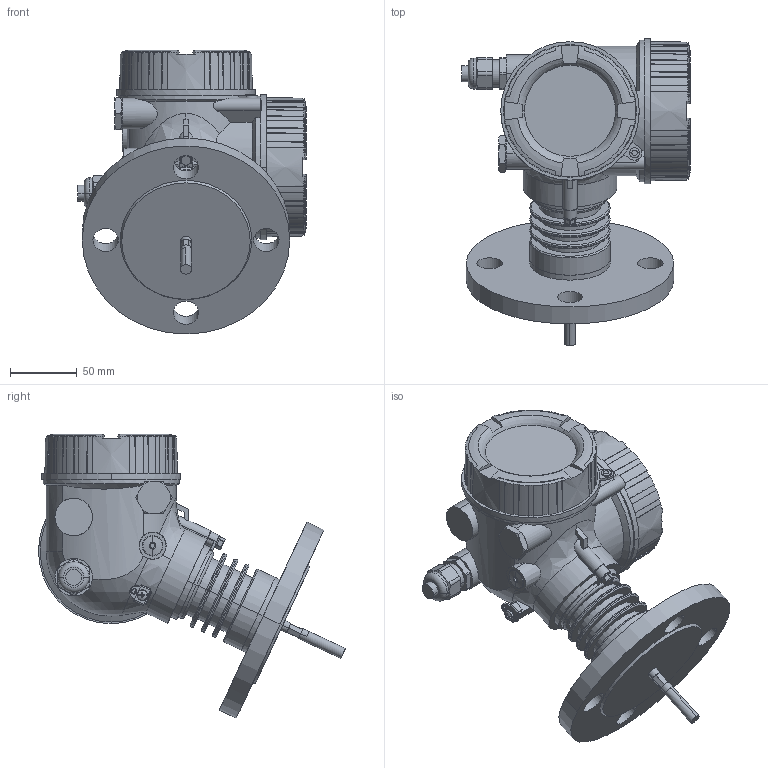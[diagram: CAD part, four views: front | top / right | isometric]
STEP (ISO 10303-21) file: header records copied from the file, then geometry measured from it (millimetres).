
FILE_DESCRIPTION((''),'2;1');
FILE_NAME('DM_CAD-2114_SW0001','2015-06-11T',('Creinig-se'),(''),'PRO/ENGINEER BY PARAMETRIC TECHNOLOGY CORPORATION, 2013050','PRO/ENGINEER BY PARAMETRIC TECHNOLOGY CORPORATION, 2013050','');
FILE_SCHEMA(('CONFIG_CONTROL_DESIGN'));
Length unit declared in the file: millimetre
Products named in the file (1): DM_CAD-2114_SW0001
Bounding box: 171.03 x 229.35 x 212.21 mm (x, y, z)
Volume: 1805112.2 mm3; surface area: 153669.6 mm2
Topology: 2 solids, 2 shells, 716 faces, 1963 edges, 1287 vertices
Faces by surface type: plane 323, cylinder 176, cone 115, torus 56, bspline 16, sphere 16, extrusion 14
Entity records: 30613 total; most frequent: CARTESIAN_POINT 10951, DIRECTION 3876, ORIENTED_EDGE 3874, EDGE_CURVE 1937, AXIS2_PLACEMENT_3D 1534, VERTEX_POINT 1288, CIRCLE 848, VECTOR 808
